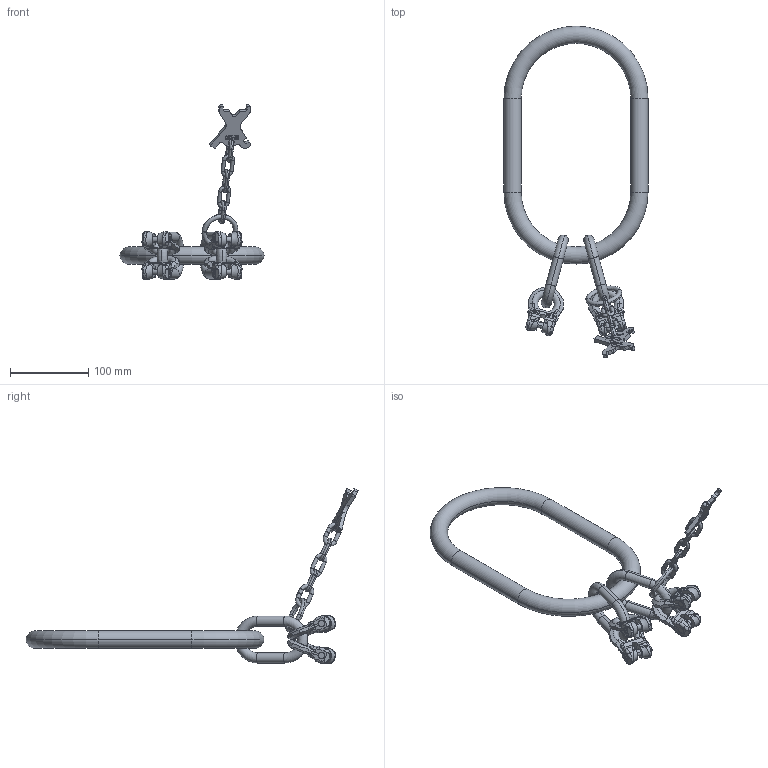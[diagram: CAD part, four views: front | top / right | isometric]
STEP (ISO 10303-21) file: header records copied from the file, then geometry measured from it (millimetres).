
FILE_DESCRIPTION((''),'2;1');
FILE_NAME('001-M34587-P-1_ASM','2014-07-03T',('Andreas.Wendler'),(''),'PRO/ENGINEER BY PARAMETRIC TECHNOLOGY CORPORATION, 2010140','PRO/ENGINEER BY PARAMETRIC TECHNOLOGY CORPORATION, 2010140','');
FILE_SCHEMA(('CONFIG_CONTROL_DESIGN'));
Length unit declared in the file: millimetre
Products named in the file (19): 001-M34585-P-2; 001-M34546-P-1; 001-M34511-P-1; 001-M31128-V01; 001-M31129-P-3; 001-M33743-001; 001-M31130-003_ASM; 001-M33457-P-1; 001-M34553-P-1_ASM; 001-M31128-V01_AF0; 001-M31129-P-3_AF0; 001-M33743-001_AF0; 001-M33743-001_AF1; 001-M33743-001_AF2; 001-M31130-003_AF0_ASM; 001-M31129-P-3_AF1; 001-M33457-P-1_AF0; 001-M34553-P-1_AF0_ASM; 001-M34587-P-1_ASM
Assembly tree (25 placements, depth 4):
  001-M34587-P-1_ASM
    001-M34585-P-2
    001-M34553-P-1_ASM
      001-M34546-P-1
      001-M34511-P-1  x2
      001-M31128-V01
      001-M31129-P-3  x2
      001-M31130-003_ASM
        001-M33743-001  x3
      001-M33457-P-1
    001-M34553-P-1_AF0_ASM
      001-M34546-P-1
      001-M34511-P-1  x2
      001-M31128-V01_AF0
      001-M31129-P-3_AF0
      001-M31130-003_AF0_ASM
        001-M33743-001_AF0
        001-M33743-001_AF1
        001-M33743-001_AF2
      001-M31129-P-3_AF1
      001-M33457-P-1_AF0
Bounding box: 184 x 424.14 x 223.49 mm (x, y, z)
Volume: 437283.2 mm3; surface area: 107210.9 mm2
Topology: 14 solids, 14 shells, 2014 faces, 5577 edges, 3662 vertices
Faces by surface type: plane 1634, cylinder 272, torus 68, bspline 32, cone 8
Entity records: 32194 total; most frequent: CARTESIAN_POINT 6224, ORIENTED_EDGE 5494, DIRECTION 5046, EDGE_CURVE 2747, VECTOR 2408, LINE 2408, VERTEX_POINT 1811, AXIS2_PLACEMENT_3D 1319
